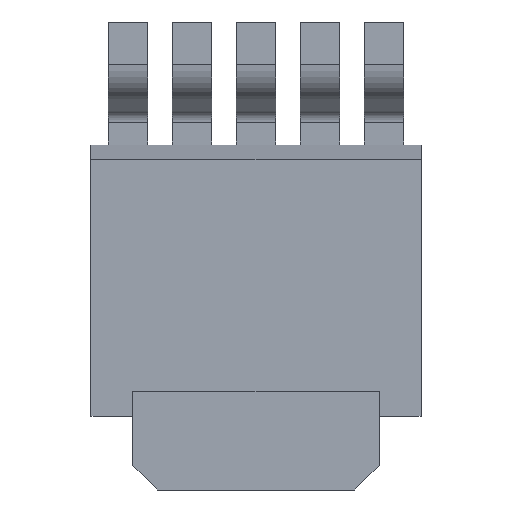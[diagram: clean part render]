
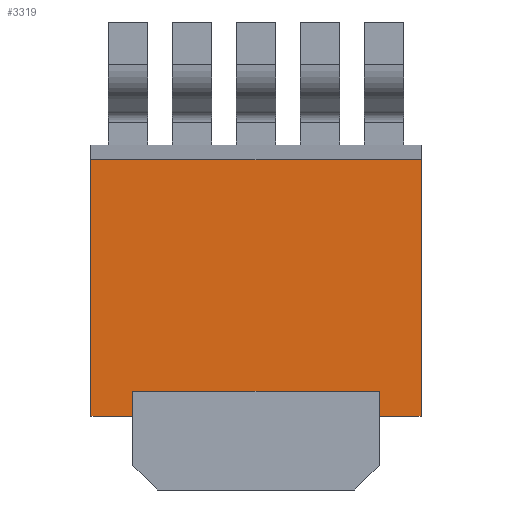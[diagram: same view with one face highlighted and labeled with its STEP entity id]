
A CAD part, front view. The second image highlights one B-rep face of the part: STEP entity #3319.
In plain terms, the highlighted planar face has unit normal (0, -1, 0).
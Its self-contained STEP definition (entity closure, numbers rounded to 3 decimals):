
#15 = EDGE_CURVE ( 'NONE', #2605, #3858, #203, .T. ) ;
#95 = ORIENTED_EDGE ( 'NONE', *, *, #4280, .T. ) ;
#103 = CARTESIAN_POINT ( 'NONE',  ( 0., 0., -2.25 ) ) ;
#125 = CARTESIAN_POINT ( 'NONE',  ( -3.35, 0., 2.75 ) ) ;
#143 = VECTOR ( 'NONE', #3407, 1000. ) ;
#203 = LINE ( 'NONE', #4928, #1071 ) ;
#285 = VERTEX_POINT ( 'NONE', #2022 ) ;
#400 = LINE ( 'NONE', #4897, #5093 ) ;
#471 = CARTESIAN_POINT ( 'NONE',  ( -2.5, 0., -2.25 ) ) ;
#499 = DIRECTION ( 'NONE',  ( 0., 1., 0. ) ) ;
#570 = VECTOR ( 'NONE', #4330, 1000. ) ;
#603 = VERTEX_POINT ( 'NONE', #4850 ) ;
#613 = ORIENTED_EDGE ( 'NONE', *, *, #1521, .F. ) ;
#639 = CARTESIAN_POINT ( 'NONE',  ( 3.35, 0., 2.45 ) ) ;
#718 = ORIENTED_EDGE ( 'NONE', *, *, #3822, .T. ) ;
#724 = CARTESIAN_POINT ( 'NONE',  ( 3.35, 0., -2.75 ) ) ;
#760 = LINE ( 'NONE', #1489, #570 ) ;
#819 = VERTEX_POINT ( 'NONE', #5048 ) ;
#925 = CARTESIAN_POINT ( 'NONE',  ( 0., 0., 0. ) ) ;
#975 = ORIENTED_EDGE ( 'NONE', *, *, #1190, .F. ) ;
#1071 = VECTOR ( 'NONE', #1615, 1000. ) ;
#1090 = LINE ( 'NONE', #724, #4079 ) ;
#1190 = EDGE_CURVE ( 'NONE', #285, #819, #1090, .T. ) ;
#1213 = LINE ( 'NONE', #125, #143 ) ;
#1386 = LINE ( 'NONE', #3223, #2350 ) ;
#1478 = VERTEX_POINT ( 'NONE', #471 ) ;
#1489 = CARTESIAN_POINT ( 'NONE',  ( 3.35, 0., 2.75 ) ) ;
#1521 = EDGE_CURVE ( 'NONE', #3858, #1648, #1213, .T. ) ;
#1553 = CARTESIAN_POINT ( 'NONE',  ( -3.35, 0., 2.45 ) ) ;
#1615 = DIRECTION ( 'NONE',  ( -1., 0., 0. ) ) ;
#1648 = VERTEX_POINT ( 'NONE', #1553 ) ;
#1652 = CARTESIAN_POINT ( 'NONE',  ( -3.35, 0., -2.75 ) ) ;
#2022 = CARTESIAN_POINT ( 'NONE',  ( 3.35, 0., -2.75 ) ) ;
#2062 = DIRECTION ( 'NONE',  ( 0., 0., 1. ) ) ;
#2291 = VECTOR ( 'NONE', #3665, 1000. ) ;
#2350 = VECTOR ( 'NONE', #3988, 1000. ) ;
#2605 = VERTEX_POINT ( 'NONE', #4981 ) ;
#2817 = ORIENTED_EDGE ( 'NONE', *, *, #15, .F. ) ;
#2888 = CARTESIAN_POINT ( 'NONE',  ( 0., 0., 2.45 ) ) ;
#2926 = DIRECTION ( 'NONE',  ( 0., 0., 1. ) ) ;
#2953 = DIRECTION ( 'NONE',  ( 1., 0., 0. ) ) ;
#2979 = EDGE_LOOP ( 'NONE', ( #4015, #718, #613, #2817, #4954, #4658, #95, #975 ) ) ;
#3080 = LINE ( 'NONE', #103, #3541 ) ;
#3223 = CARTESIAN_POINT ( 'NONE',  ( 2.5, 0., 0. ) ) ;
#3319 = ADVANCED_FACE ( 'NONE', ( #5124 ), #4547, .F. ) ;
#3407 = DIRECTION ( 'NONE',  ( 0., 0., 1. ) ) ;
#3541 = VECTOR ( 'NONE', #2953, 1000. ) ;
#3665 = DIRECTION ( 'NONE',  ( -1., 0., 0. ) ) ;
#3766 = EDGE_CURVE ( 'NONE', #2605, #1478, #400, .T. ) ;
#3822 = EDGE_CURVE ( 'NONE', #4174, #1648, #4073, .T. ) ;
#3858 = VERTEX_POINT ( 'NONE', #1652 ) ;
#3947 = DIRECTION ( 'NONE',  ( -1., 0., 0. ) ) ;
#3988 = DIRECTION ( 'NONE',  ( 0., 0., -1. ) ) ;
#4015 = ORIENTED_EDGE ( 'NONE', *, *, #4126, .F. ) ;
#4073 = LINE ( 'NONE', #2888, #2291 ) ;
#4079 = VECTOR ( 'NONE', #3947, 1000. ) ;
#4126 = EDGE_CURVE ( 'NONE', #4174, #285, #760, .T. ) ;
#4174 = VERTEX_POINT ( 'NONE', #639 ) ;
#4280 = EDGE_CURVE ( 'NONE', #603, #819, #1386, .T. ) ;
#4330 = DIRECTION ( 'NONE',  ( 0., 0., -1. ) ) ;
#4364 = AXIS2_PLACEMENT_3D ( 'NONE', #925, #499, #2926 ) ;
#4547 = PLANE ( 'NONE',  #4364 ) ;
#4658 = ORIENTED_EDGE ( 'NONE', *, *, #4964, .T. ) ;
#4850 = CARTESIAN_POINT ( 'NONE',  ( 2.5, 0., -2.25 ) ) ;
#4897 = CARTESIAN_POINT ( 'NONE',  ( -2.5, 0., 0. ) ) ;
#4928 = CARTESIAN_POINT ( 'NONE',  ( 3.35, 0., -2.75 ) ) ;
#4954 = ORIENTED_EDGE ( 'NONE', *, *, #3766, .T. ) ;
#4964 = EDGE_CURVE ( 'NONE', #1478, #603, #3080, .T. ) ;
#4981 = CARTESIAN_POINT ( 'NONE',  ( -2.5, 0., -2.75 ) ) ;
#5048 = CARTESIAN_POINT ( 'NONE',  ( 2.5, 0., -2.75 ) ) ;
#5093 = VECTOR ( 'NONE', #2062, 1000. ) ;
#5124 = FACE_OUTER_BOUND ( 'NONE', #2979, .T. ) ;
